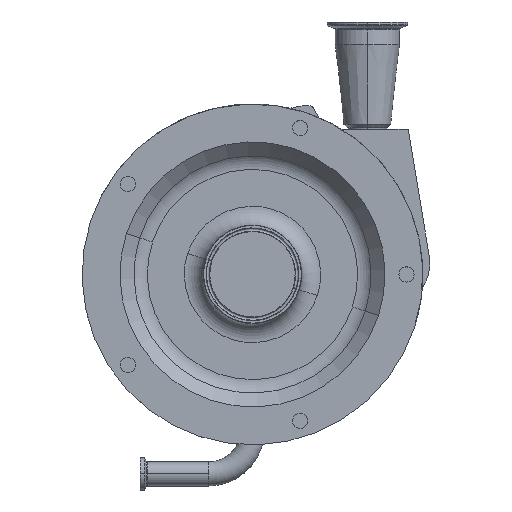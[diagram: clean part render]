
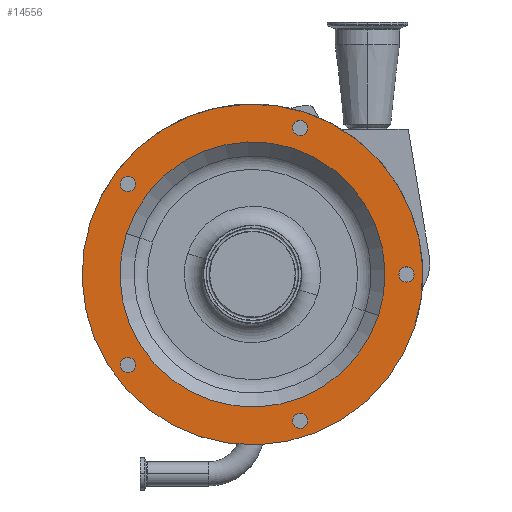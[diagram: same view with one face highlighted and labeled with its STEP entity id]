
A CAD part, top view. The second image highlights one B-rep face of the part: STEP entity #14556.
In plain terms, the highlighted planar face has unit normal (0, 0, 1).
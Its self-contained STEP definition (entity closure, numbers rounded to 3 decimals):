
#62 = EDGE_CURVE ( 'NONE', #4043, #11985, #15633, .T. ) ;
#99 = DIRECTION ( 'NONE',  ( 0.588, 0.809, 0. ) ) ;
#281 = CIRCLE ( 'NONE', #10573, 6. ) ;
#359 = VERTEX_POINT ( 'NONE', #13491 ) ;
#393 = CARTESIAN_POINT ( 'NONE',  ( -102.227, -66.856, 250.5 ) ) ;
#456 = DIRECTION ( 'NONE',  ( 0., 0., 1. ) ) ;
#476 = VERTEX_POINT ( 'NONE', #1055 ) ;
#607 = AXIS2_PLACEMENT_3D ( 'NONE', #10131, #12991, #99 ) ;
#729 = DIRECTION ( 'NONE',  ( 0.951, -0.309, 0. ) ) ;
#917 = AXIS2_PLACEMENT_3D ( 'NONE', #13694, #10566, #13336 ) ;
#1055 = CARTESIAN_POINT ( 'NONE',  ( -128.393, 41.717, 250.5 ) ) ;
#1236 = VERTEX_POINT ( 'NONE', #16806 ) ;
#1242 = DIRECTION ( 'NONE',  ( 0.951, -0.309, 0. ) ) ;
#1327 = CIRCLE ( 'NONE', #8992, 6. ) ;
#1671 = ORIENTED_EDGE ( 'NONE', *, *, #12330, .F. ) ;
#2078 = CIRCLE ( 'NONE', #607, 6. ) ;
#2261 = FACE_BOUND ( 'NONE', #11135, .T. ) ;
#2460 = CARTESIAN_POINT ( 'NONE',  ( 0., 0., 250.5 ) ) ;
#2534 = CARTESIAN_POINT ( 'NONE',  ( 0., 0., 250.5 ) ) ;
#2600 = CARTESIAN_POINT ( 'NONE',  ( 122., 0., 250.5 ) ) ;
#2763 = EDGE_CURVE ( 'NONE', #4241, #15597, #7533, .T. ) ;
#2899 = CARTESIAN_POINT ( 'NONE',  ( 31.994, -117.883, 250.5 ) ) ;
#3043 = ORIENTED_EDGE ( 'NONE', *, *, #5116, .F. ) ;
#3230 = CARTESIAN_POINT ( 'NONE',  ( -95.173, -76.564, 250.5 ) ) ;
#3276 = ORIENTED_EDGE ( 'NONE', *, *, #15701, .F. ) ;
#3427 = EDGE_CURVE ( 'NONE', #9962, #4857, #281, .T. ) ;
#3729 = FACE_BOUND ( 'NONE', #13544, .T. ) ;
#3812 = ORIENTED_EDGE ( 'NONE', *, *, #16624, .T. ) ;
#3865 = ORIENTED_EDGE ( 'NONE', *, *, #9312, .F. ) ;
#4043 = VERTEX_POINT ( 'NONE', #8099 ) ;
#4241 = VERTEX_POINT ( 'NONE', #7175 ) ;
#4684 = EDGE_LOOP ( 'NONE', ( #1671, #3043 ) ) ;
#4857 = VERTEX_POINT ( 'NONE', #15691 ) ;
#5020 = AXIS2_PLACEMENT_3D ( 'NONE', #6751, #12363, #14026 ) ;
#5027 = FACE_BOUND ( 'NONE', #4684, .T. ) ;
#5078 = CIRCLE ( 'NONE', #8319, 135. ) ;
#5116 = EDGE_CURVE ( 'NONE', #13737, #15210, #2078, .T. ) ;
#5301 = DIRECTION ( 'NONE',  ( 0.951, -0.309, 0. ) ) ;
#5324 = EDGE_CURVE ( 'NONE', #4857, #9962, #15923, .T. ) ;
#5829 = ORIENTED_EDGE ( 'NONE', *, *, #15226, .F. ) ;
#6071 = CIRCLE ( 'NONE', #14593, 135. ) ;
#6422 = FACE_BOUND ( 'NONE', #9690, .T. ) ;
#6490 = CARTESIAN_POINT ( 'NONE',  ( 43.406, 114.175, 250.5 ) ) ;
#6751 = CARTESIAN_POINT ( 'NONE',  ( -98.7, -71.71, 250.5 ) ) ;
#6933 = EDGE_CURVE ( 'NONE', #17943, #13495, #8569, .T. ) ;
#7146 = CIRCLE ( 'NONE', #9216, 6. ) ;
#7175 = CARTESIAN_POINT ( 'NONE',  ( 43.406, -114.175, 250.5 ) ) ;
#7489 = EDGE_CURVE ( 'NONE', #359, #15754, #17747, .T. ) ;
#7533 = CIRCLE ( 'NONE', #17808, 6. ) ;
#7757 = DIRECTION ( 'NONE',  ( -0.951, -0.309, 0. ) ) ;
#7893 = DIRECTION ( 'NONE',  ( 0., -1., 0. ) ) ;
#8099 = CARTESIAN_POINT ( 'NONE',  ( 31.994, 117.883, 250.5 ) ) ;
#8319 = AXIS2_PLACEMENT_3D ( 'NONE', #2534, #9716, #5301 ) ;
#8569 = CIRCLE ( 'NONE', #5020, 6. ) ;
#8846 = CARTESIAN_POINT ( 'NONE',  ( 0., 0., 250.5 ) ) ;
#8992 = AXIS2_PLACEMENT_3D ( 'NONE', #10283, #12874, #13053 ) ;
#9136 = CARTESIAN_POINT ( 'NONE',  ( 37.7, -116.029, 250.5 ) ) ;
#9216 = AXIS2_PLACEMENT_3D ( 'NONE', #11291, #16649, #15261 ) ;
#9312 = EDGE_CURVE ( 'NONE', #15597, #4241, #7146, .T. ) ;
#9364 = CARTESIAN_POINT ( 'NONE',  ( 12.052, 37.091, 250.5 ) ) ;
#9505 = DIRECTION ( 'NONE',  ( 0.588, 0.809, 0. ) ) ;
#9675 = ORIENTED_EDGE ( 'NONE', *, *, #14681, .T. ) ;
#9690 = EDGE_LOOP ( 'NONE', ( #11769, #5829 ) ) ;
#9716 = DIRECTION ( 'NONE',  ( 0., 0., 1. ) ) ;
#9739 = DIRECTION ( 'NONE',  ( 0.951, -0.309, 0. ) ) ;
#9798 = AXIS2_PLACEMENT_3D ( 'NONE', #17493, #13348, #729 ) ;
#9887 = CIRCLE ( 'NONE', #12243, 105. ) ;
#9962 = VERTEX_POINT ( 'NONE', #16467 ) ;
#10131 = CARTESIAN_POINT ( 'NONE',  ( -98.7, 71.71, 250.5 ) ) ;
#10201 = CARTESIAN_POINT ( 'NONE',  ( -95.173, 76.564, 250.5 ) ) ;
#10258 = CARTESIAN_POINT ( 'NONE',  ( -99.861, 32.447, 250.5 ) ) ;
#10283 = CARTESIAN_POINT ( 'NONE',  ( -98.7, -71.71, 250.5 ) ) ;
#10336 = EDGE_LOOP ( 'NONE', ( #3865, #13367 ) ) ;
#10435 = AXIS2_PLACEMENT_3D ( 'NONE', #12167, #18070, #9505 ) ;
#10566 = DIRECTION ( 'NONE',  ( 0., 0., 1. ) ) ;
#10573 = AXIS2_PLACEMENT_3D ( 'NONE', #2600, #10898, #15417 ) ;
#10592 = CARTESIAN_POINT ( 'NONE',  ( -102.227, 66.856, 250.5 ) ) ;
#10648 = DIRECTION ( 'NONE',  ( 0., 0., -1. ) ) ;
#10898 = DIRECTION ( 'NONE',  ( 0., 0., 1. ) ) ;
#11114 = DIRECTION ( 'NONE',  ( 0., 0., 1. ) ) ;
#11135 = EDGE_LOOP ( 'NONE', ( #13002, #12451 ) ) ;
#11196 = DIRECTION ( 'NONE',  ( 0., -1., 0. ) ) ;
#11264 = ORIENTED_EDGE ( 'NONE', *, *, #3427, .F. ) ;
#11291 = CARTESIAN_POINT ( 'NONE',  ( 37.7, -116.029, 250.5 ) ) ;
#11690 = EDGE_LOOP ( 'NONE', ( #3812, #9675 ) ) ;
#11769 = ORIENTED_EDGE ( 'NONE', *, *, #6933, .F. ) ;
#11985 = VERTEX_POINT ( 'NONE', #6490 ) ;
#12075 = DIRECTION ( 'NONE',  ( 0., 0., 1. ) ) ;
#12167 = CARTESIAN_POINT ( 'NONE',  ( -98.7, 71.71, 250.5 ) ) ;
#12226 = CIRCLE ( 'NONE', #13697, 6. ) ;
#12243 = AXIS2_PLACEMENT_3D ( 'NONE', #2460, #11114, #9739 ) ;
#12330 = EDGE_CURVE ( 'NONE', #15210, #13737, #13668, .T. ) ;
#12363 = DIRECTION ( 'NONE',  ( 0., 0., 1. ) ) ;
#12451 = ORIENTED_EDGE ( 'NONE', *, *, #13330, .F. ) ;
#12874 = DIRECTION ( 'NONE',  ( 0., 0., 1. ) ) ;
#12991 = DIRECTION ( 'NONE',  ( 0., 0., 1. ) ) ;
#13002 = ORIENTED_EDGE ( 'NONE', *, *, #7489, .F. ) ;
#13053 = DIRECTION ( 'NONE',  ( -0.588, 0.809, 0. ) ) ;
#13226 = PLANE ( 'NONE',  #14493 ) ;
#13330 = EDGE_CURVE ( 'NONE', #15754, #359, #9887, .T. ) ;
#13336 = DIRECTION ( 'NONE',  ( 0.951, -0.309, 0. ) ) ;
#13348 = DIRECTION ( 'NONE',  ( 0., 0., 1. ) ) ;
#13367 = ORIENTED_EDGE ( 'NONE', *, *, #2763, .F. ) ;
#13410 = FACE_BOUND ( 'NONE', #10336, .T. ) ;
#13491 = CARTESIAN_POINT ( 'NONE',  ( 99.861, -32.447, 250.5 ) ) ;
#13495 = VERTEX_POINT ( 'NONE', #3230 ) ;
#13544 = EDGE_LOOP ( 'NONE', ( #3276, #16782 ) ) ;
#13668 = CIRCLE ( 'NONE', #10435, 6. ) ;
#13694 = CARTESIAN_POINT ( 'NONE',  ( 37.7, 116.029, 250.5 ) ) ;
#13697 = AXIS2_PLACEMENT_3D ( 'NONE', #15253, #13860, #1242 ) ;
#13737 = VERTEX_POINT ( 'NONE', #10592 ) ;
#13860 = DIRECTION ( 'NONE',  ( 0., 0., 1. ) ) ;
#14026 = DIRECTION ( 'NONE',  ( -0.588, 0.809, 0. ) ) ;
#14493 = AXIS2_PLACEMENT_3D ( 'NONE', #9364, #10648, #7893 ) ;
#14556 = ADVANCED_FACE ( 'NONE', ( #14890, #16451, #13410, #6422, #5027, #3729, #2261 ), #13226, .F. ) ;
#14593 = AXIS2_PLACEMENT_3D ( 'NONE', #8846, #456, #17227 ) ;
#14681 = EDGE_CURVE ( 'NONE', #476, #1236, #5078, .T. ) ;
#14890 = FACE_OUTER_BOUND ( 'NONE', #11690, .T. ) ;
#15210 = VERTEX_POINT ( 'NONE', #10201 ) ;
#15226 = EDGE_CURVE ( 'NONE', #13495, #17943, #1327, .T. ) ;
#15253 = CARTESIAN_POINT ( 'NONE',  ( 37.7, 116.029, 250.5 ) ) ;
#15259 = CARTESIAN_POINT ( 'NONE',  ( 122., 0., 250.5 ) ) ;
#15261 = DIRECTION ( 'NONE',  ( -0.951, -0.309, 0. ) ) ;
#15417 = DIRECTION ( 'NONE',  ( 0., -1., 0. ) ) ;
#15535 = DIRECTION ( 'NONE',  ( 0., 0., 1. ) ) ;
#15597 = VERTEX_POINT ( 'NONE', #2899 ) ;
#15633 = CIRCLE ( 'NONE', #917, 6. ) ;
#15691 = CARTESIAN_POINT ( 'NONE',  ( 122., 6., 250.5 ) ) ;
#15701 = EDGE_CURVE ( 'NONE', #11985, #4043, #12226, .T. ) ;
#15754 = VERTEX_POINT ( 'NONE', #10258 ) ;
#15923 = CIRCLE ( 'NONE', #17683, 6. ) ;
#15926 = ORIENTED_EDGE ( 'NONE', *, *, #5324, .F. ) ;
#16451 = FACE_BOUND ( 'NONE', #17835, .T. ) ;
#16467 = CARTESIAN_POINT ( 'NONE',  ( 122., -6., 250.5 ) ) ;
#16624 = EDGE_CURVE ( 'NONE', #1236, #476, #6071, .T. ) ;
#16649 = DIRECTION ( 'NONE',  ( 0., 0., 1. ) ) ;
#16782 = ORIENTED_EDGE ( 'NONE', *, *, #62, .F. ) ;
#16806 = CARTESIAN_POINT ( 'NONE',  ( 128.393, -41.717, 250.5 ) ) ;
#17227 = DIRECTION ( 'NONE',  ( 0.951, -0.309, 0. ) ) ;
#17493 = CARTESIAN_POINT ( 'NONE',  ( 0., 0., 250.5 ) ) ;
#17683 = AXIS2_PLACEMENT_3D ( 'NONE', #15259, #15535, #11196 ) ;
#17747 = CIRCLE ( 'NONE', #9798, 105. ) ;
#17808 = AXIS2_PLACEMENT_3D ( 'NONE', #9136, #12075, #7757 ) ;
#17835 = EDGE_LOOP ( 'NONE', ( #11264, #15926 ) ) ;
#17943 = VERTEX_POINT ( 'NONE', #393 ) ;
#18070 = DIRECTION ( 'NONE',  ( 0., 0., 1. ) ) ;
